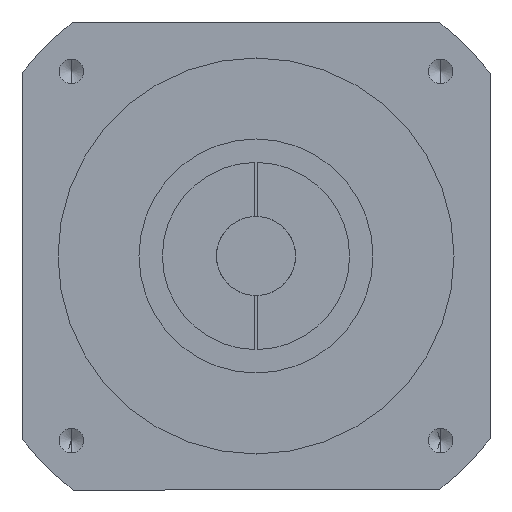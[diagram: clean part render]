
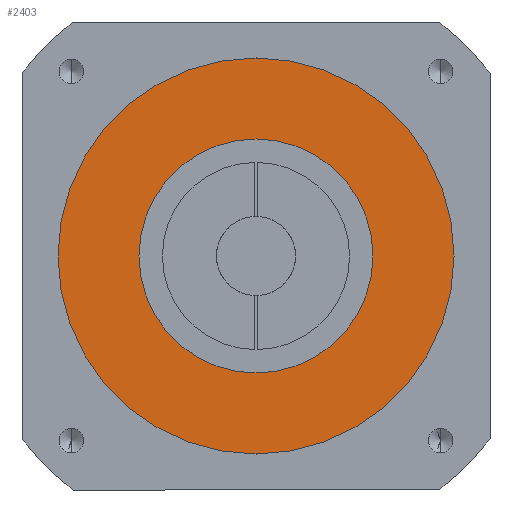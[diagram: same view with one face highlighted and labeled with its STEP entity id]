
A CAD part, front view. The second image highlights one B-rep face of the part: STEP entity #2403.
In plain terms, the highlighted planar face has unit normal (0, -1, 0).
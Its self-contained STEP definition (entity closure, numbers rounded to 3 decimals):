
#81 = CARTESIAN_POINT ( 'NONE',  ( 0., -69.5, 0. ) ) ;
#194 = DIRECTION ( 'NONE',  ( 0., -1., 0. ) ) ;
#266 = PLANE ( 'NONE',  #1957 ) ;
#415 = DIRECTION ( 'NONE',  ( 0., 0., -1. ) ) ;
#441 = CIRCLE ( 'NONE', #1893, 32.5 ) ;
#537 = FACE_BOUND ( 'NONE', #2246, .T. ) ;
#566 = ORIENTED_EDGE ( 'NONE', *, *, #2339, .F. ) ;
#581 = VERTEX_POINT ( 'NONE', #914 ) ;
#601 = CIRCLE ( 'NONE', #1080, 32.5 ) ;
#613 = VERTEX_POINT ( 'NONE', #770 ) ;
#620 = EDGE_LOOP ( 'NONE', ( #1542, #1482 ) ) ;
#650 = EDGE_CURVE ( 'NONE', #1645, #2161, #441, .T. ) ;
#770 = CARTESIAN_POINT ( 'NONE',  ( 0., -69.5, 55. ) ) ;
#914 = CARTESIAN_POINT ( 'NONE',  ( 0., -69.5, -55. ) ) ;
#933 = AXIS2_PLACEMENT_3D ( 'NONE', #81, #1055, #2206 ) ;
#936 = DIRECTION ( 'NONE',  ( 0., 0., 1. ) ) ;
#1055 = DIRECTION ( 'NONE',  ( 0., -1., 0. ) ) ;
#1080 = AXIS2_PLACEMENT_3D ( 'NONE', #2186, #2591, #415 ) ;
#1146 = ORIENTED_EDGE ( 'NONE', *, *, #650, .F. ) ;
#1284 = CIRCLE ( 'NONE', #933, 55. ) ;
#1297 = CARTESIAN_POINT ( 'NONE',  ( 32.5, -69.5, 0. ) ) ;
#1384 = CARTESIAN_POINT ( 'NONE',  ( 0., -69.5, 0. ) ) ;
#1464 = DIRECTION ( 'NONE',  ( 0., 0., -1. ) ) ;
#1482 = ORIENTED_EDGE ( 'NONE', *, *, #1606, .T. ) ;
#1542 = ORIENTED_EDGE ( 'NONE', *, *, #2307, .T. ) ;
#1555 = CIRCLE ( 'NONE', #2459, 55. ) ;
#1604 = CARTESIAN_POINT ( 'NONE',  ( 0., -69.5, 32.5 ) ) ;
#1606 = EDGE_CURVE ( 'NONE', #613, #581, #1555, .T. ) ;
#1645 = VERTEX_POINT ( 'NONE', #1604 ) ;
#1726 = DIRECTION ( 'NONE',  ( 0., 0., -1. ) ) ;
#1823 = DIRECTION ( 'NONE',  ( 0., -1., 0. ) ) ;
#1893 = AXIS2_PLACEMENT_3D ( 'NONE', #1927, #194, #1726 ) ;
#1927 = CARTESIAN_POINT ( 'NONE',  ( 0., -69.5, 0. ) ) ;
#1957 = AXIS2_PLACEMENT_3D ( 'NONE', #1297, #2674, #936 ) ;
#2161 = VERTEX_POINT ( 'NONE', #2582 ) ;
#2186 = CARTESIAN_POINT ( 'NONE',  ( 0., -69.5, 0. ) ) ;
#2206 = DIRECTION ( 'NONE',  ( 0., 0., -1. ) ) ;
#2246 = EDGE_LOOP ( 'NONE', ( #566, #1146 ) ) ;
#2307 = EDGE_CURVE ( 'NONE', #581, #613, #1284, .T. ) ;
#2339 = EDGE_CURVE ( 'NONE', #2161, #1645, #601, .T. ) ;
#2403 = ADVANCED_FACE ( 'NONE', ( #537, #2722 ), #266, .F. ) ;
#2459 = AXIS2_PLACEMENT_3D ( 'NONE', #1384, #1823, #1464 ) ;
#2582 = CARTESIAN_POINT ( 'NONE',  ( 0., -69.5, -32.5 ) ) ;
#2591 = DIRECTION ( 'NONE',  ( 0., -1., 0. ) ) ;
#2674 = DIRECTION ( 'NONE',  ( 0., 1., 0. ) ) ;
#2722 = FACE_OUTER_BOUND ( 'NONE', #620, .T. ) ;
